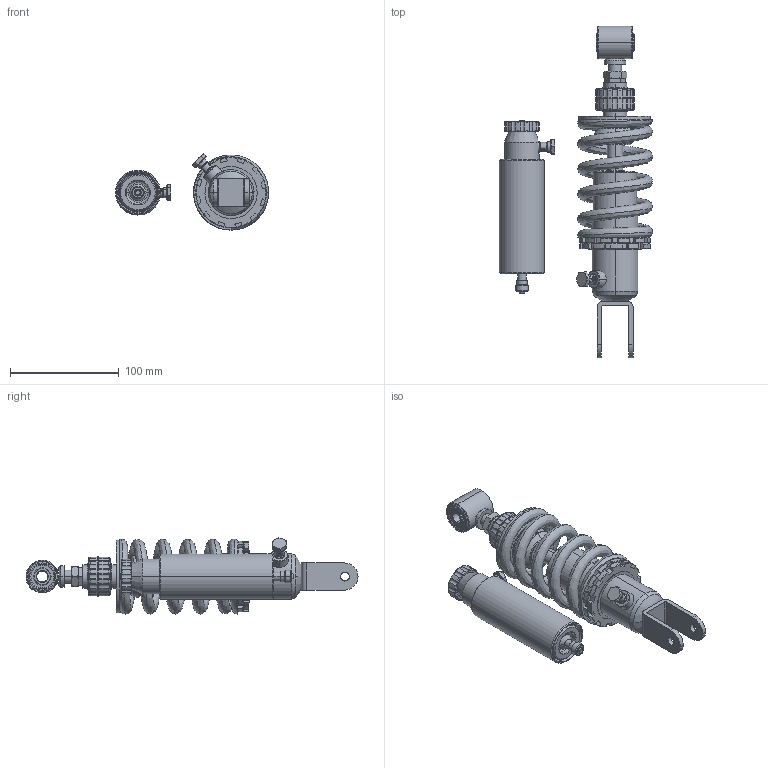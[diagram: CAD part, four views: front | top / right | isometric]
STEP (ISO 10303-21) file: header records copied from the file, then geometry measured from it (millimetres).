
FILE_DESCRIPTION (( 'STEP AP203' ), '1' );
FILE_NAME ('rs125-SP-ShockAbsorber.STEP', '2021-02-03T07:21:03', ( '' ), ( '' ), 'SwSTEP 2.0', 'SolidWorks 2018', '' );
FILE_SCHEMA (( 'CONFIG_CONTROL_DESIGN' ));
Length unit declared in the file: millimetre
Products named in the file (74): AGBSpiralfeder; MutterM12x1_25_oben; FederFlexibel; KunststoffScheibe; O-Ring-3-1_8; MutterM12x1_25; Scheibe-30-12-0_2; Scheibe-30-12-0_5; Baugruppe_Kolben; Bronzelager; AGBSpannstueck; Scheibe-18-12-0_2; FuellVentilDummy; AGBScheibe; AGBFederKappe; Ventil-0_4; Kolbenstange; AGBFederEinstellrad; Kolbendichtung; ScheibeOben; Baugruppe_AGB_Gewindestift; Ventil-0_3; AGBSicherungsclip; Nutmutter; Kolben; Scheibe-25-12-0_35; Anschlagspufferhalter; Scheibe-22-12-0_4; Baugruppe_Federbein; Scheibe-22-12-2_25; Daempferkoerper_Standard<Wie bearbeitet>; Baugruppe_EinstellradDruckstufe; Baugruppe_Kolbenstange; AGBKappeHinten; Scheibe-18-12-0_3; Schaumstoffpuffer; Nadel; Druckstab; Kappe; Scheibe-25-12-0_5 ...
Assembly tree (89 placements, depth 5):
  rs125-SP-ShockAbsorber
    Baugruppe_Federbein
      Daempferkoerper_Standard<Wie bearbeitet>
      Baugruppe_Kolbenlager
        Bronzelager
        Dichtring-Corteco-DDV5-247
        Lagerdeckel
        O-Ring-31_5-2_5
      Hutmanschette-CFW-H14-4
      Baugruppe_Kolbenstange
        Kolbenstange
        Kolbenstangenkopf
        MutterM12x1_25_oben
        KolbenstangenAuge
        Baugruppe_Kolben
          Kolben
          Ventil-0_4
          Scheibe-30-12-0_5  x3
          Scheibe-30-12-0_2
          Scheibe-18-12-0_2
          Scheibe-25-12-0_35
          Scheibe-22-12-0_3
          Scheibe-15_2-12-0_5
          Ventil-0_3
          Scheibe-30-12-0_3
          Scheibe-25-12-0_5
          Scheibe-22-12-0_4
          Scheibe-18-12-0_3
          Scheibe-18-12-2
          Scheibe-22-12-2_25
          Kolbendichtung
        Baugruppe_EinstellradDruckstufe
          EinstellradDruckstufe
          Dichtring-CFW-AS-220-30-4_5  x2
        Querbolzen
        Druckstab
        Anschlagspufferhalter
        AnschlagspufferKolbenstange
        FederDruckstufe
        MutterM12x1_25
        Duese
        Nadel
        O-Ring-3-1_8  x2
      Kappe
      FedertellerOben
      KunststoffScheibe
      Nutmutter
      NutmutterFeder
      FederFlexibel
      Schaumstoffpuffer
      ScheibeOben
      Ring  x2
      Hohlschraube_M10
    Baugruppe_AGBKomplett
      Baugruppe_AGBVentil
        AGBKopf
        Baugruppe_AGB_Gewindestift
          AGBStift
          AGBSicherungsclip
          O-Ring-3-1_8  x3
Bounding box: 140.82 x 305.22 x 70 mm (x, y, z)
Volume: 383477.1 mm3; surface area: 238976.9 mm2
Topology: 85 solids, 85 shells, 2233 faces, 5438 edges, 3388 vertices
Faces by surface type: cylinder 855, plane 475, torus 348, cone 317, bspline 183, sphere 55
Entity records: 94016 total; most frequent: CARTESIAN_POINT 37865, DIRECTION 10221, ORIENTED_EDGE 9982, EDGE_CURVE 4991, AXIS2_PLACEMENT_3D 4336, VERTEX_POINT 3133, CIRCLE 2359, EDGE_LOOP 2272
